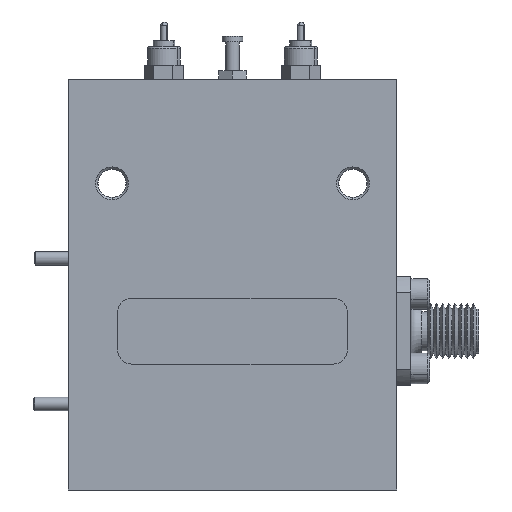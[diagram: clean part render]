
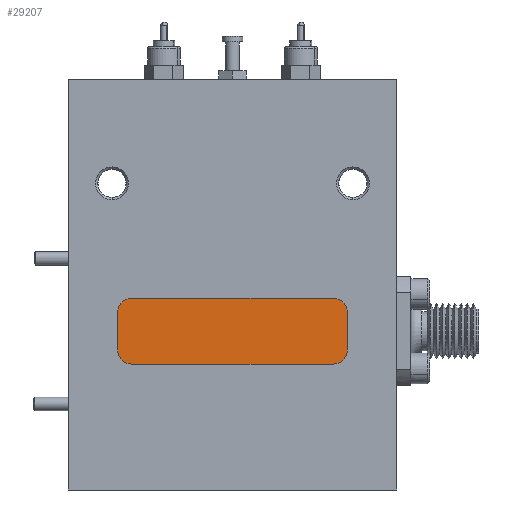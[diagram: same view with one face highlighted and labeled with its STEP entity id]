
A CAD part, front view. The second image highlights one B-rep face of the part: STEP entity #29207.
In plain terms, the highlighted planar face has unit normal (0, -1, 0).
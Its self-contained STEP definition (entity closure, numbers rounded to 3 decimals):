
#26741 = PLANE('',#26742);
#26742 = AXIS2_PLACEMENT_3D('',#26743,#26744,#26745);
#26743 = CARTESIAN_POINT('',(-13.335,-9.779,2.159));
#26744 = DIRECTION('',(-1.,0.,0.));
#26745 = DIRECTION('',(0.,0.,1.));
#26809 = CYLINDRICAL_SURFACE('',#26810,1.651);
#26810 = AXIS2_PLACEMENT_3D('',#26811,#26812,#26813);
#26811 = CARTESIAN_POINT('',(-11.684,-9.779,2.159));
#26812 = DIRECTION('',(0.,1.,0.));
#26813 = DIRECTION('',(0.,0.,-1.));
#26837 = PLANE('',#26838);
#26838 = AXIS2_PLACEMENT_3D('',#26839,#26840,#26841);
#26839 = CARTESIAN_POINT('',(11.684,-9.779,3.81));
#26840 = DIRECTION('',(0.,0.,1.));
#26841 = DIRECTION('',(1.,0.,0.));
#26866 = CYLINDRICAL_SURFACE('',#26867,1.651);
#26867 = AXIS2_PLACEMENT_3D('',#26868,#26869,#26870);
#26868 = CARTESIAN_POINT('',(11.684,-9.779,2.159));
#26869 = DIRECTION('',(0.,1.,0.));
#26870 = DIRECTION('',(0.,0.,-1.));
#26894 = PLANE('',#26895);
#26895 = AXIS2_PLACEMENT_3D('',#26896,#26897,#26898);
#26896 = CARTESIAN_POINT('',(13.335,-9.779,-2.159));
#26897 = DIRECTION('',(1.,0.,0.));
#26898 = DIRECTION('',(0.,1.,-0.));
#26923 = CYLINDRICAL_SURFACE('',#26924,1.651);
#26924 = AXIS2_PLACEMENT_3D('',#26925,#26926,#26927);
#26925 = CARTESIAN_POINT('',(11.684,-9.779,-2.159));
#26926 = DIRECTION('',(0.,1.,0.));
#26927 = DIRECTION('',(0.,0.,-1.));
#26951 = PLANE('',#26952);
#26952 = AXIS2_PLACEMENT_3D('',#26953,#26954,#26955);
#26953 = CARTESIAN_POINT('',(-11.684,-9.779,-3.81));
#26954 = DIRECTION('',(0.,0.,-1.));
#26955 = DIRECTION('',(-1.,0.,0.));
#26980 = CYLINDRICAL_SURFACE('',#26981,1.651);
#26981 = AXIS2_PLACEMENT_3D('',#26982,#26983,#26984);
#26982 = CARTESIAN_POINT('',(-11.684,-9.779,-2.159));
#26983 = DIRECTION('',(0.,1.,0.));
#26984 = DIRECTION('',(0.,0.,-1.));
#28435 = VERTEX_POINT('',#28436);
#28436 = CARTESIAN_POINT('',(-13.335,-9.779,-2.159));
#28457 = EDGE_CURVE('',#28458,#28435,#28460,.T.);
#28458 = VERTEX_POINT('',#28459);
#28459 = CARTESIAN_POINT('',(-13.335,-9.779,2.159));
#28460 = SURFACE_CURVE('',#28461,(#28465,#28472),.PCURVE_S1.);
#28461 = LINE('',#28462,#28463);
#28462 = CARTESIAN_POINT('',(-13.335,-9.779,2.159));
#28463 = VECTOR('',#28464,1.);
#28464 = DIRECTION('',(0.,0.,-1.));
#28465 = PCURVE('',#26741,#28466);
#28466 = DEFINITIONAL_REPRESENTATION('',(#28467),#28471);
#28467 = LINE('',#28468,#28469);
#28468 = CARTESIAN_POINT('',(0.,0.));
#28469 = VECTOR('',#28470,1.);
#28470 = DIRECTION('',(-1.,0.));
#28471 = ( GEOMETRIC_REPRESENTATION_CONTEXT(2) 
PARAMETRIC_REPRESENTATION_CONTEXT() REPRESENTATION_CONTEXT('2D SPACE',''
  ) );
#28472 = PCURVE('',#28473,#28478);
#28473 = PLANE('',#28474);
#28474 = AXIS2_PLACEMENT_3D('',#28475,#28476,#28477);
#28475 = CARTESIAN_POINT('',(-11.684,-9.779,2.159));
#28476 = DIRECTION('',(0.,-1.,0.));
#28477 = DIRECTION('',(0.,0.,-1.));
#28478 = DEFINITIONAL_REPRESENTATION('',(#28479),#28483);
#28479 = LINE('',#28480,#28481);
#28480 = CARTESIAN_POINT('',(0.,-1.651));
#28481 = VECTOR('',#28482,1.);
#28482 = DIRECTION('',(1.,0.));
#28483 = ( GEOMETRIC_REPRESENTATION_CONTEXT(2) 
PARAMETRIC_REPRESENTATION_CONTEXT() REPRESENTATION_CONTEXT('2D SPACE',''
  ) );
#28514 = EDGE_CURVE('',#28435,#28515,#28517,.T.);
#28515 = VERTEX_POINT('',#28516);
#28516 = CARTESIAN_POINT('',(-11.684,-9.779,-3.81));
#28517 = SURFACE_CURVE('',#28518,(#28523,#28530),.PCURVE_S1.);
#28518 = CIRCLE('',#28519,1.651);
#28519 = AXIS2_PLACEMENT_3D('',#28520,#28521,#28522);
#28520 = CARTESIAN_POINT('',(-11.684,-9.779,-2.159));
#28521 = DIRECTION('',(0.,-1.,0.));
#28522 = DIRECTION('',(0.,0.,-1.));
#28523 = PCURVE('',#26980,#28524);
#28524 = DEFINITIONAL_REPRESENTATION('',(#28525),#28529);
#28525 = LINE('',#28526,#28527);
#28526 = CARTESIAN_POINT('',(6.283,0.));
#28527 = VECTOR('',#28528,1.);
#28528 = DIRECTION('',(-1.,0.));
#28529 = ( GEOMETRIC_REPRESENTATION_CONTEXT(2) 
PARAMETRIC_REPRESENTATION_CONTEXT() REPRESENTATION_CONTEXT('2D SPACE',''
  ) );
#28530 = PCURVE('',#28473,#28531);
#28531 = DEFINITIONAL_REPRESENTATION('',(#28532),#28536);
#28532 = CIRCLE('',#28533,1.651);
#28533 = AXIS2_PLACEMENT_2D('',#28534,#28535);
#28534 = CARTESIAN_POINT('',(4.318,0.));
#28535 = DIRECTION('',(1.,0.));
#28536 = ( GEOMETRIC_REPRESENTATION_CONTEXT(2) 
PARAMETRIC_REPRESENTATION_CONTEXT() REPRESENTATION_CONTEXT('2D SPACE',''
  ) );
#28565 = VERTEX_POINT('',#28566);
#28566 = CARTESIAN_POINT('',(11.684,-9.779,-3.81));
#28587 = EDGE_CURVE('',#28515,#28565,#28588,.T.);
#28588 = SURFACE_CURVE('',#28589,(#28593,#28600),.PCURVE_S1.);
#28589 = LINE('',#28590,#28591);
#28590 = CARTESIAN_POINT('',(-11.684,-9.779,-3.81));
#28591 = VECTOR('',#28592,1.);
#28592 = DIRECTION('',(1.,0.,0.));
#28593 = PCURVE('',#26951,#28594);
#28594 = DEFINITIONAL_REPRESENTATION('',(#28595),#28599);
#28595 = LINE('',#28596,#28597);
#28596 = CARTESIAN_POINT('',(0.,0.));
#28597 = VECTOR('',#28598,1.);
#28598 = DIRECTION('',(-1.,0.));
#28599 = ( GEOMETRIC_REPRESENTATION_CONTEXT(2) 
PARAMETRIC_REPRESENTATION_CONTEXT() REPRESENTATION_CONTEXT('2D SPACE',''
  ) );
#28600 = PCURVE('',#28473,#28601);
#28601 = DEFINITIONAL_REPRESENTATION('',(#28602),#28606);
#28602 = LINE('',#28603,#28604);
#28603 = CARTESIAN_POINT('',(5.969,0.));
#28604 = VECTOR('',#28605,1.);
#28605 = DIRECTION('',(0.,1.));
#28606 = ( GEOMETRIC_REPRESENTATION_CONTEXT(2) 
PARAMETRIC_REPRESENTATION_CONTEXT() REPRESENTATION_CONTEXT('2D SPACE',''
  ) );
#28613 = EDGE_CURVE('',#28565,#28614,#28616,.T.);
#28614 = VERTEX_POINT('',#28615);
#28615 = CARTESIAN_POINT('',(13.335,-9.779,-2.159));
#28616 = SURFACE_CURVE('',#28617,(#28622,#28629),.PCURVE_S1.);
#28617 = CIRCLE('',#28618,1.651);
#28618 = AXIS2_PLACEMENT_3D('',#28619,#28620,#28621);
#28619 = CARTESIAN_POINT('',(11.684,-9.779,-2.159));
#28620 = DIRECTION('',(0.,-1.,0.));
#28621 = DIRECTION('',(0.,0.,-1.));
#28622 = PCURVE('',#26923,#28623);
#28623 = DEFINITIONAL_REPRESENTATION('',(#28624),#28628);
#28624 = LINE('',#28625,#28626);
#28625 = CARTESIAN_POINT('',(6.283,0.));
#28626 = VECTOR('',#28627,1.);
#28627 = DIRECTION('',(-1.,0.));
#28628 = ( GEOMETRIC_REPRESENTATION_CONTEXT(2) 
PARAMETRIC_REPRESENTATION_CONTEXT() REPRESENTATION_CONTEXT('2D SPACE',''
  ) );
#28629 = PCURVE('',#28473,#28630);
#28630 = DEFINITIONAL_REPRESENTATION('',(#28631),#28635);
#28631 = CIRCLE('',#28632,1.651);
#28632 = AXIS2_PLACEMENT_2D('',#28633,#28634);
#28633 = CARTESIAN_POINT('',(4.318,23.368));
#28634 = DIRECTION('',(1.,0.));
#28635 = ( GEOMETRIC_REPRESENTATION_CONTEXT(2) 
PARAMETRIC_REPRESENTATION_CONTEXT() REPRESENTATION_CONTEXT('2D SPACE',''
  ) );
#28664 = VERTEX_POINT('',#28665);
#28665 = CARTESIAN_POINT('',(13.335,-9.779,2.159));
#28686 = EDGE_CURVE('',#28614,#28664,#28687,.T.);
#28687 = SURFACE_CURVE('',#28688,(#28692,#28699),.PCURVE_S1.);
#28688 = LINE('',#28689,#28690);
#28689 = CARTESIAN_POINT('',(13.335,-9.779,-2.159));
#28690 = VECTOR('',#28691,1.);
#28691 = DIRECTION('',(0.,0.,1.));
#28692 = PCURVE('',#26894,#28693);
#28693 = DEFINITIONAL_REPRESENTATION('',(#28694),#28698);
#28694 = LINE('',#28695,#28696);
#28695 = CARTESIAN_POINT('',(0.,0.));
#28696 = VECTOR('',#28697,1.);
#28697 = DIRECTION('',(0.,1.));
#28698 = ( GEOMETRIC_REPRESENTATION_CONTEXT(2) 
PARAMETRIC_REPRESENTATION_CONTEXT() REPRESENTATION_CONTEXT('2D SPACE',''
  ) );
#28699 = PCURVE('',#28473,#28700);
#28700 = DEFINITIONAL_REPRESENTATION('',(#28701),#28705);
#28701 = LINE('',#28702,#28703);
#28702 = CARTESIAN_POINT('',(4.318,25.019));
#28703 = VECTOR('',#28704,1.);
#28704 = DIRECTION('',(-1.,0.));
#28705 = ( GEOMETRIC_REPRESENTATION_CONTEXT(2) 
PARAMETRIC_REPRESENTATION_CONTEXT() REPRESENTATION_CONTEXT('2D SPACE',''
  ) );
#28712 = EDGE_CURVE('',#28664,#28713,#28715,.T.);
#28713 = VERTEX_POINT('',#28714);
#28714 = CARTESIAN_POINT('',(11.684,-9.779,3.81));
#28715 = SURFACE_CURVE('',#28716,(#28721,#28728),.PCURVE_S1.);
#28716 = CIRCLE('',#28717,1.651);
#28717 = AXIS2_PLACEMENT_3D('',#28718,#28719,#28720);
#28718 = CARTESIAN_POINT('',(11.684,-9.779,2.159));
#28719 = DIRECTION('',(0.,-1.,0.));
#28720 = DIRECTION('',(0.,0.,-1.));
#28721 = PCURVE('',#26866,#28722);
#28722 = DEFINITIONAL_REPRESENTATION('',(#28723),#28727);
#28723 = LINE('',#28724,#28725);
#28724 = CARTESIAN_POINT('',(6.283,0.));
#28725 = VECTOR('',#28726,1.);
#28726 = DIRECTION('',(-1.,0.));
#28727 = ( GEOMETRIC_REPRESENTATION_CONTEXT(2) 
PARAMETRIC_REPRESENTATION_CONTEXT() REPRESENTATION_CONTEXT('2D SPACE',''
  ) );
#28728 = PCURVE('',#28473,#28729);
#28729 = DEFINITIONAL_REPRESENTATION('',(#28730),#28734);
#28730 = CIRCLE('',#28731,1.651);
#28731 = AXIS2_PLACEMENT_2D('',#28732,#28733);
#28732 = CARTESIAN_POINT('',(0.,23.368));
#28733 = DIRECTION('',(1.,0.));
#28734 = ( GEOMETRIC_REPRESENTATION_CONTEXT(2) 
PARAMETRIC_REPRESENTATION_CONTEXT() REPRESENTATION_CONTEXT('2D SPACE',''
  ) );
#28763 = VERTEX_POINT('',#28764);
#28764 = CARTESIAN_POINT('',(-11.684,-9.779,3.81));
#28785 = EDGE_CURVE('',#28713,#28763,#28786,.T.);
#28786 = SURFACE_CURVE('',#28787,(#28791,#28798),.PCURVE_S1.);
#28787 = LINE('',#28788,#28789);
#28788 = CARTESIAN_POINT('',(11.684,-9.779,3.81));
#28789 = VECTOR('',#28790,1.);
#28790 = DIRECTION('',(-1.,0.,0.));
#28791 = PCURVE('',#26837,#28792);
#28792 = DEFINITIONAL_REPRESENTATION('',(#28793),#28797);
#28793 = LINE('',#28794,#28795);
#28794 = CARTESIAN_POINT('',(0.,0.));
#28795 = VECTOR('',#28796,1.);
#28796 = DIRECTION('',(-1.,0.));
#28797 = ( GEOMETRIC_REPRESENTATION_CONTEXT(2) 
PARAMETRIC_REPRESENTATION_CONTEXT() REPRESENTATION_CONTEXT('2D SPACE',''
  ) );
#28798 = PCURVE('',#28473,#28799);
#28799 = DEFINITIONAL_REPRESENTATION('',(#28800),#28804);
#28800 = LINE('',#28801,#28802);
#28801 = CARTESIAN_POINT('',(-1.651,23.368));
#28802 = VECTOR('',#28803,1.);
#28803 = DIRECTION('',(0.,-1.));
#28804 = ( GEOMETRIC_REPRESENTATION_CONTEXT(2) 
PARAMETRIC_REPRESENTATION_CONTEXT() REPRESENTATION_CONTEXT('2D SPACE',''
  ) );
#28811 = EDGE_CURVE('',#28763,#28458,#28812,.T.);
#28812 = SURFACE_CURVE('',#28813,(#28818,#28825),.PCURVE_S1.);
#28813 = CIRCLE('',#28814,1.651);
#28814 = AXIS2_PLACEMENT_3D('',#28815,#28816,#28817);
#28815 = CARTESIAN_POINT('',(-11.684,-9.779,2.159));
#28816 = DIRECTION('',(0.,-1.,0.));
#28817 = DIRECTION('',(0.,0.,-1.));
#28818 = PCURVE('',#26809,#28819);
#28819 = DEFINITIONAL_REPRESENTATION('',(#28820),#28824);
#28820 = LINE('',#28821,#28822);
#28821 = CARTESIAN_POINT('',(6.283,0.));
#28822 = VECTOR('',#28823,1.);
#28823 = DIRECTION('',(-1.,0.));
#28824 = ( GEOMETRIC_REPRESENTATION_CONTEXT(2) 
PARAMETRIC_REPRESENTATION_CONTEXT() REPRESENTATION_CONTEXT('2D SPACE',''
  ) );
#28825 = PCURVE('',#28473,#28826);
#28826 = DEFINITIONAL_REPRESENTATION('',(#28827),#28831);
#28827 = CIRCLE('',#28828,1.651);
#28828 = AXIS2_PLACEMENT_2D('',#28829,#28830);
#28829 = CARTESIAN_POINT('',(0.,0.));
#28830 = DIRECTION('',(1.,0.));
#28831 = ( GEOMETRIC_REPRESENTATION_CONTEXT(2) 
PARAMETRIC_REPRESENTATION_CONTEXT() REPRESENTATION_CONTEXT('2D SPACE',''
  ) );
#29207 = ADVANCED_FACE('',(#29208),#28473,.T.);
#29208 = FACE_BOUND('',#29209,.T.);
#29209 = EDGE_LOOP('',(#29210,#29211,#29212,#29213,#29214,#29215,#29216,
    #29217));
#29210 = ORIENTED_EDGE('',*,*,#28811,.T.);
#29211 = ORIENTED_EDGE('',*,*,#28457,.T.);
#29212 = ORIENTED_EDGE('',*,*,#28514,.T.);
#29213 = ORIENTED_EDGE('',*,*,#28587,.T.);
#29214 = ORIENTED_EDGE('',*,*,#28613,.T.);
#29215 = ORIENTED_EDGE('',*,*,#28686,.T.);
#29216 = ORIENTED_EDGE('',*,*,#28712,.T.);
#29217 = ORIENTED_EDGE('',*,*,#28785,.T.);
